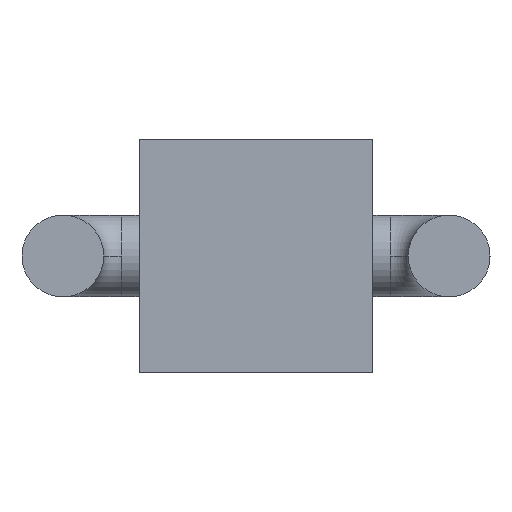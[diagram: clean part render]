
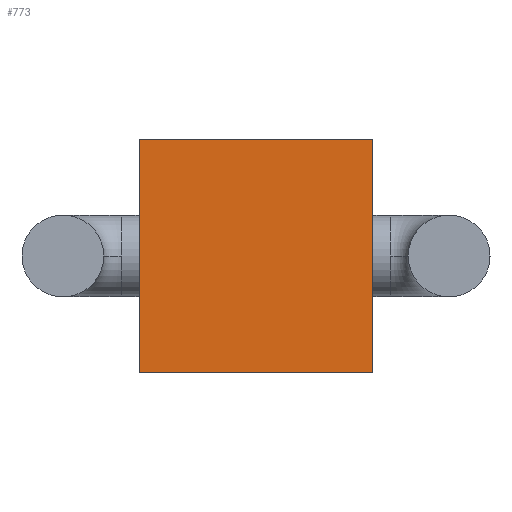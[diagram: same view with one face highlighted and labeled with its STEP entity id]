
A CAD part, front view. The second image highlights one B-rep face of the part: STEP entity #773.
In plain terms, the highlighted planar face has unit normal (0, -1, 0).
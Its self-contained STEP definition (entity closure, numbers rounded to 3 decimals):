
#5 = EDGE_CURVE ( 'NONE', #160, #559, #282, .T. ) ;
#11 = ORIENTED_EDGE ( 'NONE', *, *, #5, .F. ) ;
#34 = EDGE_CURVE ( 'NONE', #518, #160, #652, .T. ) ;
#43 = CARTESIAN_POINT ( 'NONE',  ( 1., 0., 1. ) ) ;
#48 = CARTESIAN_POINT ( 'NONE',  ( -1., 0., 1. ) ) ;
#61 = PLANE ( 'NONE',  #752 ) ;
#132 = FACE_OUTER_BOUND ( 'NONE', #749, .T. ) ;
#141 = DIRECTION ( 'NONE',  ( 0., -1., 0. ) ) ;
#160 = VERTEX_POINT ( 'NONE', #48 ) ;
#199 = LINE ( 'NONE', #43, #499 ) ;
#258 = DIRECTION ( 'NONE',  ( 0., 0., -1. ) ) ;
#261 = CARTESIAN_POINT ( 'NONE',  ( -1., 0., 1. ) ) ;
#282 = LINE ( 'NONE', #337, #872 ) ;
#291 = VECTOR ( 'NONE', #517, 1000. ) ;
#337 = CARTESIAN_POINT ( 'NONE',  ( -1., 0., 1. ) ) ;
#381 = ORIENTED_EDGE ( 'NONE', *, *, #34, .F. ) ;
#432 = CARTESIAN_POINT ( 'NONE',  ( 0., 0., 0. ) ) ;
#489 = VECTOR ( 'NONE', #963, 1000. ) ;
#499 = VECTOR ( 'NONE', #258, 1000. ) ;
#517 = DIRECTION ( 'NONE',  ( -1., 0., 0. ) ) ;
#518 = VERTEX_POINT ( 'NONE', #830 ) ;
#559 = VERTEX_POINT ( 'NONE', #755 ) ;
#585 = CARTESIAN_POINT ( 'NONE',  ( 1., 0., -1. ) ) ;
#612 = ORIENTED_EDGE ( 'NONE', *, *, #858, .F. ) ;
#640 = EDGE_CURVE ( 'NONE', #766, #518, #881, .T. ) ;
#652 = LINE ( 'NONE', #261, #489 ) ;
#673 = CARTESIAN_POINT ( 'NONE',  ( -1., 0., -1. ) ) ;
#699 = ORIENTED_EDGE ( 'NONE', *, *, #640, .F. ) ;
#749 = EDGE_LOOP ( 'NONE', ( #612, #11, #381, #699 ) ) ;
#752 = AXIS2_PLACEMENT_3D ( 'NONE', #432, #141, #940 ) ;
#755 = CARTESIAN_POINT ( 'NONE',  ( 1., 0., 1. ) ) ;
#766 = VERTEX_POINT ( 'NONE', #585 ) ;
#773 = ADVANCED_FACE ( 'NONE', ( #132 ), #61, .T. ) ;
#830 = CARTESIAN_POINT ( 'NONE',  ( -1., 0., -1. ) ) ;
#858 = EDGE_CURVE ( 'NONE', #559, #766, #199, .T. ) ;
#872 = VECTOR ( 'NONE', #882, 1000. ) ;
#881 = LINE ( 'NONE', #673, #291 ) ;
#882 = DIRECTION ( 'NONE',  ( 1., 0., 0. ) ) ;
#940 = DIRECTION ( 'NONE',  ( 0., 0., -1. ) ) ;
#963 = DIRECTION ( 'NONE',  ( 0., 0., 1. ) ) ;
